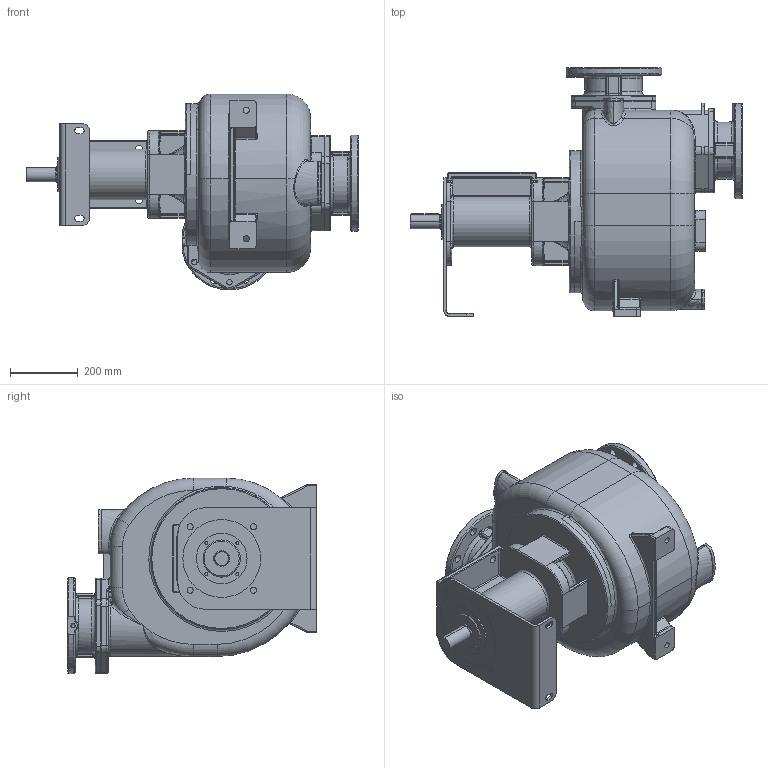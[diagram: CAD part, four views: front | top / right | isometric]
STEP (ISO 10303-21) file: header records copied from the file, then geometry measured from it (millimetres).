
FILE_DESCRIPTION((''),'2;1');
FILE_NAME('S170_B_F','2022-11-04T15:01:11',('Nicola'),(''),'CREO PARAMETRIC BY PTC INC, 2020354','CREO PARAMETRIC BY PTC INC, 2020354','');
FILE_SCHEMA(('CONFIG_CONTROL_DESIGN'));
Products named in the file (1): S170_B_F
Bounding box: 982.5 x 736 x 579.5 mm (x, y, z)
Volume: 110323440.7 mm3; surface area: 2714447.6 mm2
Topology: 4 solids, 4 shells, 1251 faces, 2948 edges, 1750 vertices
Faces by surface type: cylinder 509, plane 260, bspline 241, torus 174, cone 46, sphere 17, extrusion 4
Entity records: 64679 total; most frequent: CARTESIAN_POINT 36917, ORIENTED_EDGE 5880, DIRECTION 5772, EDGE_CURVE 2940, AXIS2_PLACEMENT_3D 2410, VERTEX_POINT 1750, EDGE_LOOP 1400, CIRCLE 1400
